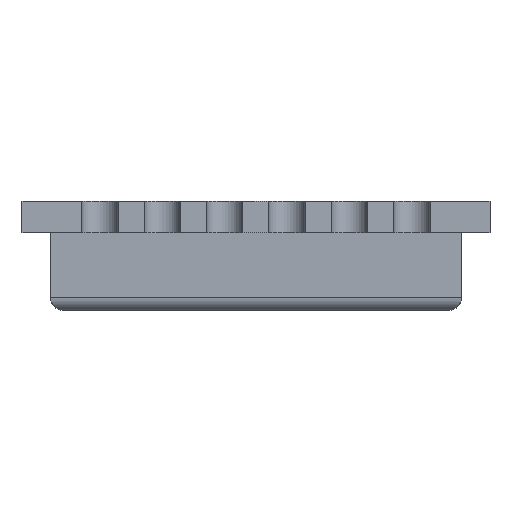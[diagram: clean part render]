
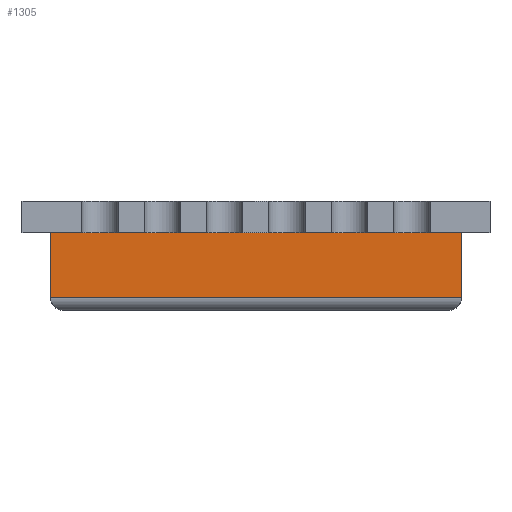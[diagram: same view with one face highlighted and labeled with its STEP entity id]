
A CAD part, front view. The second image highlights one B-rep face of the part: STEP entity #1305.
In plain terms, the highlighted planar face has unit normal (0, -1, 0).
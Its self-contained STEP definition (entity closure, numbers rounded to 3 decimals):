
#26 = FACE_OUTER_BOUND ( 'NONE', #2208, .T. ) ;
#81 = VERTEX_POINT ( 'NONE', #1198 ) ;
#132 = VERTEX_POINT ( 'NONE', #1002 ) ;
#304 = CARTESIAN_POINT ( 'NONE',  ( 3.95, -5.2, -1.5 ) ) ;
#315 = AXIS2_PLACEMENT_3D ( 'NONE', #1693, #416, #947 ) ;
#391 = CARTESIAN_POINT ( 'NONE',  ( -3.95, -5.2, 0. ) ) ;
#416 = DIRECTION ( 'NONE',  ( 0., -1., 0. ) ) ;
#510 = CARTESIAN_POINT ( 'NONE',  ( -3.95, -5.2, -1.25 ) ) ;
#579 = CARTESIAN_POINT ( 'NONE',  ( 3.95, -5.2, 0. ) ) ;
#604 = VECTOR ( 'NONE', #1561, 1000. ) ;
#858 = DIRECTION ( 'NONE',  ( 0., 0., 1. ) ) ;
#947 = DIRECTION ( 'NONE',  ( 0., 0., -1. ) ) ;
#1002 = CARTESIAN_POINT ( 'NONE',  ( -3.95, -5.2, 0. ) ) ;
#1027 = DIRECTION ( 'NONE',  ( 1., 0., 0. ) ) ;
#1134 = PLANE ( 'NONE',  #315 ) ;
#1136 = VECTOR ( 'NONE', #1027, 1000. ) ;
#1194 = LINE ( 'NONE', #1590, #1136 ) ;
#1198 = CARTESIAN_POINT ( 'NONE',  ( 3.95, -5.2, -1.25 ) ) ;
#1205 = ORIENTED_EDGE ( 'NONE', *, *, #1520, .T. ) ;
#1238 = EDGE_CURVE ( 'NONE', #132, #2241, #1903, .T. ) ;
#1305 = ADVANCED_FACE ( 'NONE', ( #26 ), #1134, .T. ) ;
#1360 = CARTESIAN_POINT ( 'NONE',  ( -3.95, -5.2, -1.5 ) ) ;
#1445 = VECTOR ( 'NONE', #2044, 1000. ) ;
#1520 = EDGE_CURVE ( 'NONE', #81, #2241, #1635, .T. ) ;
#1561 = DIRECTION ( 'NONE',  ( 0., 0., 1. ) ) ;
#1590 = CARTESIAN_POINT ( 'NONE',  ( -3.95, -5.2, -1.25 ) ) ;
#1601 = ORIENTED_EDGE ( 'NONE', *, *, #1238, .F. ) ;
#1635 = LINE ( 'NONE', #304, #2143 ) ;
#1693 = CARTESIAN_POINT ( 'NONE',  ( -3.95, -5.2, -1.5 ) ) ;
#1718 = VERTEX_POINT ( 'NONE', #510 ) ;
#1807 = ORIENTED_EDGE ( 'NONE', *, *, #2002, .T. ) ;
#1892 = ORIENTED_EDGE ( 'NONE', *, *, #1896, .F. ) ;
#1896 = EDGE_CURVE ( 'NONE', #1718, #132, #2289, .T. ) ;
#1903 = LINE ( 'NONE', #391, #1445 ) ;
#2002 = EDGE_CURVE ( 'NONE', #1718, #81, #1194, .T. ) ;
#2044 = DIRECTION ( 'NONE',  ( 1., 0., 0. ) ) ;
#2143 = VECTOR ( 'NONE', #858, 1000. ) ;
#2208 = EDGE_LOOP ( 'NONE', ( #1892, #1807, #1205, #1601 ) ) ;
#2241 = VERTEX_POINT ( 'NONE', #579 ) ;
#2289 = LINE ( 'NONE', #1360, #604 ) ;
